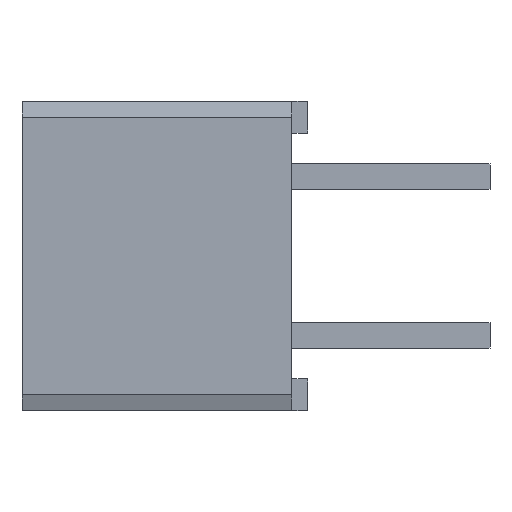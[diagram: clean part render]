
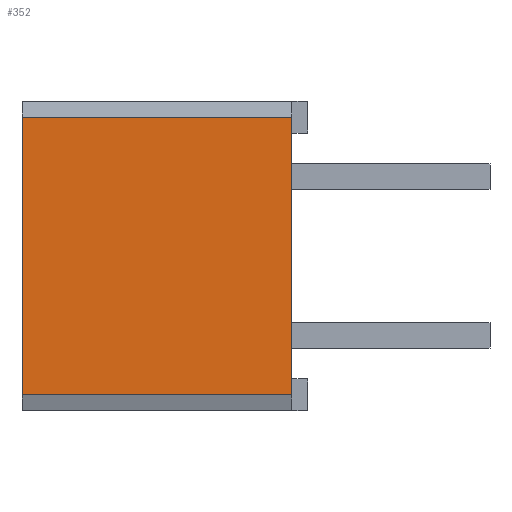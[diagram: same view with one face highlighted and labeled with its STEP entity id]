
A CAD part, left-side view. The second image highlights one B-rep face of the part: STEP entity #352.
In plain terms, the highlighted planar face has unit normal (-1, 0, 0).
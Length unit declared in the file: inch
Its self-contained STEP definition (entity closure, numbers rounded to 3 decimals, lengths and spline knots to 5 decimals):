
#352 = ADVANCED_FACE( '', ( #833 ), #834, .F. );
#833 = FACE_OUTER_BOUND( '', #1459, .T. );
#834 = PLANE( '', #1460 );
#1459 = EDGE_LOOP( '', ( #2328, #2329, #2330, #2331 ) );
#1460 = AXIS2_PLACEMENT_3D( '', #2332, #2333, #2334 );
#2328 = ORIENTED_EDGE( '', *, *, #3917, .T. );
#2329 = ORIENTED_EDGE( '', *, *, #3922, .T. );
#2330 = ORIENTED_EDGE( '', *, *, #3701, .T. );
#2331 = ORIENTED_EDGE( '', *, *, #3923, .F. );
#2332 = CARTESIAN_POINT( '', ( -0.2, 0.18, -0.0975 ) );
#2333 = DIRECTION( '', ( 1., 0., 0. ) );
#2334 = DIRECTION( '', ( 0., 0., -1. ) );
#3701 = EDGE_CURVE( '', #4393, #4394, #4395, .T. );
#3917 = EDGE_CURVE( '', #4761, #4759, #4762, .T. );
#3922 = EDGE_CURVE( '', #4759, #4393, #4767, .T. );
#3923 = EDGE_CURVE( '', #4761, #4394, #4768, .T. );
#4393 = VERTEX_POINT( '', #5405 );
#4394 = VERTEX_POINT( '', #5406 );
#4395 = LINE( '', #5407, #5408 );
#4759 = VERTEX_POINT( '', #5945 );
#4761 = VERTEX_POINT( '', #5948 );
#4762 = LINE( '', #5949, #5950 );
#4767 = LINE( '', #5957, #5958 );
#4768 = LINE( '', #5959, #5960 );
#5405 = CARTESIAN_POINT( '', ( -0.2, 0.01, 0.0875 ) );
#5406 = CARTESIAN_POINT( '', ( -0.2, 0.18, 0.0875 ) );
#5407 = CARTESIAN_POINT( '', ( -0.2, 0.18, 0.0875 ) );
#5408 = VECTOR( '', #6878, 39.37008 );
#5945 = CARTESIAN_POINT( '', ( -0.2, 0.01, -0.0875 ) );
#5948 = CARTESIAN_POINT( '', ( -0.2, 0.18, -0.0875 ) );
#5949 = CARTESIAN_POINT( '', ( -0.2, 0.18, -0.0875 ) );
#5950 = VECTOR( '', #7053, 39.37008 );
#5957 = CARTESIAN_POINT( '', ( -0.2, 0.01, -0.0775 ) );
#5958 = VECTOR( '', #7056, 39.37008 );
#5959 = CARTESIAN_POINT( '', ( -0.2, 0.18, -0.0975 ) );
#5960 = VECTOR( '', #7057, 39.37008 );
#6878 = DIRECTION( '', ( 0., 1., 0. ) );
#7053 = DIRECTION( '', ( 0., -1., 0. ) );
#7056 = DIRECTION( '', ( 0., 0., 1. ) );
#7057 = DIRECTION( '', ( 0., 0., 1. ) );
